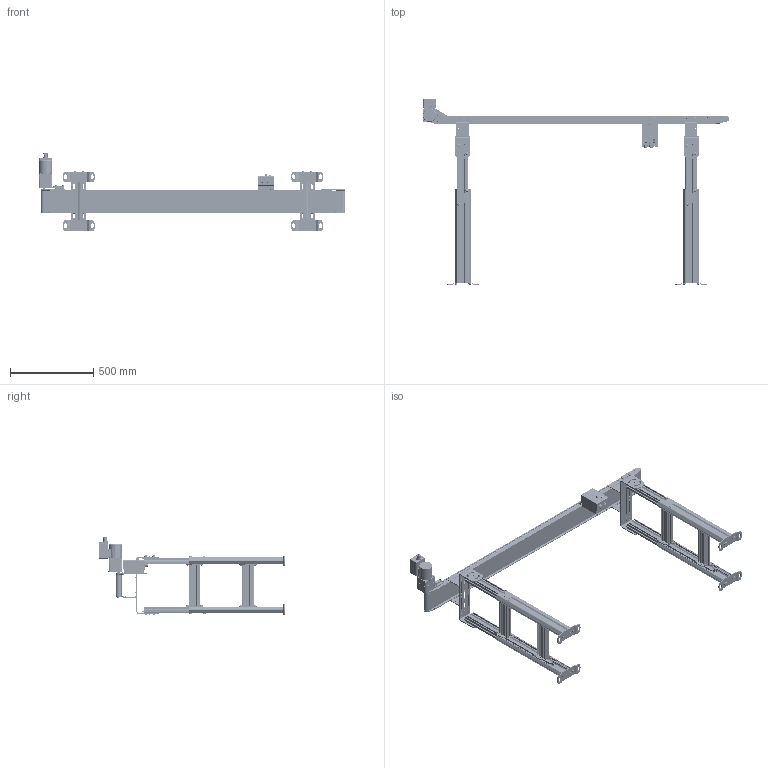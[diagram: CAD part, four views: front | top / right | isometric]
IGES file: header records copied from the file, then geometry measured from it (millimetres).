
Start section: SolidWorks IGES file using analytic representation for surfaces
Global section: file name: Infeed Conveyor (IGS).IGS; native system: SolidWorks 2017; preprocessor: SolidWorks 2017; author: Radu.Postole; date: 181102.084645; units: inch
Bounding box: 1841.43 x 1114.97 x 470.11 mm (x, y, z)
Surface area: 6425921.4 mm2 (no closed solid volume)
Topology: 0 solids, 0 shells, 6612 faces, 80523 edges, 80417 vertices
Faces by surface type: bspline 3393, revolution 3219
